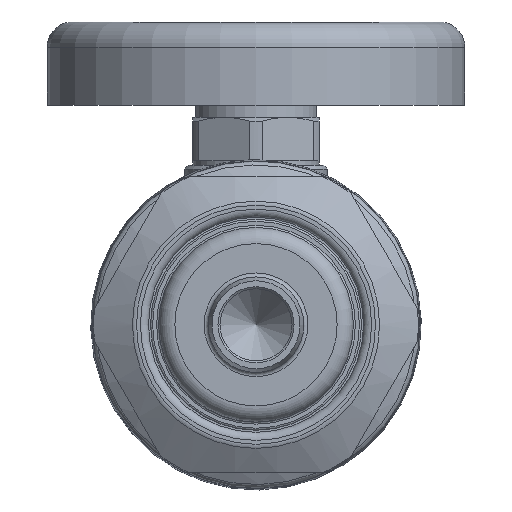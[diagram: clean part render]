
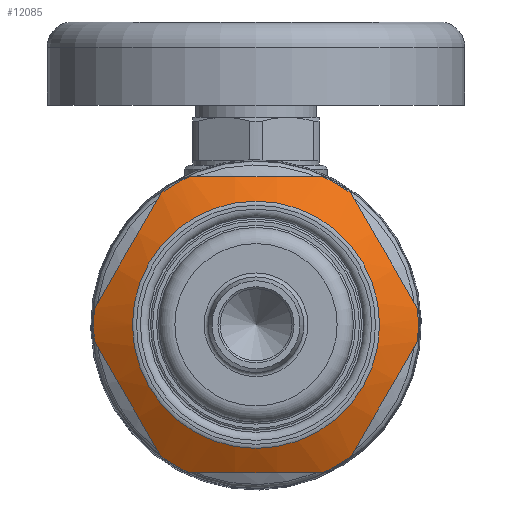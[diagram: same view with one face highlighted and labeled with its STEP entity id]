
A CAD part, front view. The second image highlights one B-rep face of the part: STEP entity #12085.
In plain terms, the highlighted conical face has half-angle 60 degrees and reference radius 17.78 mm.
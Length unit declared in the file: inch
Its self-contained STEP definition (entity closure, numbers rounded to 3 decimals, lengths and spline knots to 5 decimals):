
#608=(
BOUNDED_CURVE()
B_SPLINE_CURVE(2,(#21937,#21938,#21939),.UNSPECIFIED.,.F.,.F.)
B_SPLINE_CURVE_WITH_KNOTS((3,3),(0.,1.67512),.UNSPECIFIED.)
CURVE()
GEOMETRIC_REPRESENTATION_ITEM()
RATIONAL_B_SPLINE_CURVE((1.,1.096,1.))
REPRESENTATION_ITEM('')
);
#609=(
BOUNDED_CURVE()
B_SPLINE_CURVE(2,(#21943,#21944,#21945),.UNSPECIFIED.,.F.,.F.)
B_SPLINE_CURVE_WITH_KNOTS((3,3),(0.,1.67512),.UNSPECIFIED.)
CURVE()
GEOMETRIC_REPRESENTATION_ITEM()
RATIONAL_B_SPLINE_CURVE((1.,1.096,1.))
REPRESENTATION_ITEM('')
);
#610=(
BOUNDED_CURVE()
B_SPLINE_CURVE(2,(#21949,#21950,#21951),.UNSPECIFIED.,.F.,.F.)
B_SPLINE_CURVE_WITH_KNOTS((3,3),(0.,1.67512),.UNSPECIFIED.)
CURVE()
GEOMETRIC_REPRESENTATION_ITEM()
RATIONAL_B_SPLINE_CURVE((1.,1.096,1.))
REPRESENTATION_ITEM('')
);
#611=(
BOUNDED_CURVE()
B_SPLINE_CURVE(2,(#21955,#21956,#21957),.UNSPECIFIED.,.F.,.F.)
B_SPLINE_CURVE_WITH_KNOTS((3,3),(0.,1.67512),.UNSPECIFIED.)
CURVE()
GEOMETRIC_REPRESENTATION_ITEM()
RATIONAL_B_SPLINE_CURVE((1.,1.096,1.))
REPRESENTATION_ITEM('')
);
#612=(
BOUNDED_CURVE()
B_SPLINE_CURVE(2,(#21961,#21962,#21963),.UNSPECIFIED.,.F.,.F.)
B_SPLINE_CURVE_WITH_KNOTS((3,3),(0.,1.67512),.UNSPECIFIED.)
CURVE()
GEOMETRIC_REPRESENTATION_ITEM()
RATIONAL_B_SPLINE_CURVE((1.,1.096,1.))
REPRESENTATION_ITEM('')
);
#613=(
BOUNDED_CURVE()
B_SPLINE_CURVE(2,(#21967,#21968,#21969),.UNSPECIFIED.,.F.,.F.)
B_SPLINE_CURVE_WITH_KNOTS((3,3),(0.,1.67512),.UNSPECIFIED.)
CURVE()
GEOMETRIC_REPRESENTATION_ITEM()
RATIONAL_B_SPLINE_CURVE((1.,1.096,1.))
REPRESENTATION_ITEM('')
);
#1515=FACE_OUTER_BOUND('',#2323,.T.);
#2323=EDGE_LOOP('',(#8401,#8402,#8403,#8404,#8405,#8406,#8407,#8408,#8409,
#8410,#8411,#8412,#8413,#8414,#8415,#8416));
#3049=LINE('',#21933,#3512);
#3512=VECTOR('',#15136,0.7);
#4065=CIRCLE('',#13100,0.60928);
#4067=CIRCLE('',#13104,0.8);
#4068=CIRCLE('',#13105,0.8);
#4069=CIRCLE('',#13106,0.8);
#4070=CIRCLE('',#13107,0.8);
#4071=CIRCLE('',#13108,0.8);
#4072=CIRCLE('',#13109,0.8);
#4073=CIRCLE('',#13110,0.8);
#4935=VERTEX_POINT('',#21925);
#4937=VERTEX_POINT('',#21932);
#4938=VERTEX_POINT('',#21934);
#4939=VERTEX_POINT('',#21936);
#4940=VERTEX_POINT('',#21940);
#4941=VERTEX_POINT('',#21942);
#4942=VERTEX_POINT('',#21946);
#4943=VERTEX_POINT('',#21948);
#4944=VERTEX_POINT('',#21952);
#4945=VERTEX_POINT('',#21954);
#4946=VERTEX_POINT('',#21958);
#4947=VERTEX_POINT('',#21960);
#4948=VERTEX_POINT('',#21964);
#4949=VERTEX_POINT('',#21966);
#6156=EDGE_CURVE('',#4935,#4935,#4065,.T.);
#6158=EDGE_CURVE('',#4935,#4937,#3049,.T.);
#6159=EDGE_CURVE('',#4938,#4937,#4067,.T.);
#6160=EDGE_CURVE('',#4939,#4938,#608,.T.);
#6161=EDGE_CURVE('',#4940,#4939,#4068,.T.);
#6162=EDGE_CURVE('',#4941,#4940,#609,.T.);
#6163=EDGE_CURVE('',#4942,#4941,#4069,.T.);
#6164=EDGE_CURVE('',#4943,#4942,#610,.T.);
#6165=EDGE_CURVE('',#4944,#4943,#4070,.T.);
#6166=EDGE_CURVE('',#4945,#4944,#611,.T.);
#6167=EDGE_CURVE('',#4946,#4945,#4071,.T.);
#6168=EDGE_CURVE('',#4947,#4946,#612,.T.);
#6169=EDGE_CURVE('',#4948,#4947,#4072,.T.);
#6170=EDGE_CURVE('',#4949,#4948,#613,.T.);
#6171=EDGE_CURVE('',#4937,#4949,#4073,.T.);
#8401=ORIENTED_EDGE('',*,*,#6156,.F.);
#8402=ORIENTED_EDGE('',*,*,#6158,.T.);
#8403=ORIENTED_EDGE('',*,*,#6159,.F.);
#8404=ORIENTED_EDGE('',*,*,#6160,.F.);
#8405=ORIENTED_EDGE('',*,*,#6161,.F.);
#8406=ORIENTED_EDGE('',*,*,#6162,.F.);
#8407=ORIENTED_EDGE('',*,*,#6163,.F.);
#8408=ORIENTED_EDGE('',*,*,#6164,.F.);
#8409=ORIENTED_EDGE('',*,*,#6165,.F.);
#8410=ORIENTED_EDGE('',*,*,#6166,.F.);
#8411=ORIENTED_EDGE('',*,*,#6167,.F.);
#8412=ORIENTED_EDGE('',*,*,#6168,.F.);
#8413=ORIENTED_EDGE('',*,*,#6169,.F.);
#8414=ORIENTED_EDGE('',*,*,#6170,.F.);
#8415=ORIENTED_EDGE('',*,*,#6171,.F.);
#8416=ORIENTED_EDGE('',*,*,#6158,.F.);
#11026=CONICAL_SURFACE('',#13103,0.7,1.047);
#12085=ADVANCED_FACE('',(#1515),#11026,.T.);
#13100=AXIS2_PLACEMENT_3D('',#21927,#15128,#15129);
#13103=AXIS2_PLACEMENT_3D('',#21931,#15134,#15135);
#13104=AXIS2_PLACEMENT_3D('',#21935,#15137,#15138);
#13105=AXIS2_PLACEMENT_3D('',#21941,#15139,#15140);
#13106=AXIS2_PLACEMENT_3D('',#21947,#15141,#15142);
#13107=AXIS2_PLACEMENT_3D('',#21953,#15143,#15144);
#13108=AXIS2_PLACEMENT_3D('',#21959,#15145,#15146);
#13109=AXIS2_PLACEMENT_3D('',#21965,#15147,#15148);
#13110=AXIS2_PLACEMENT_3D('',#21970,#15149,#15150);
#15128=DIRECTION('center_axis',(0.,-1.,0.));
#15129=DIRECTION('ref_axis',(-1.,0.,0.));
#15134=DIRECTION('center_axis',(0.,1.,0.));
#15135=DIRECTION('ref_axis',(1.,0.,0.));
#15136=DIRECTION('',(-0.866,0.5,0.));
#15137=DIRECTION('center_axis',(0.,1.,0.));
#15138=DIRECTION('ref_axis',(-1.,0.,0.));
#15139=DIRECTION('center_axis',(0.,1.,0.));
#15140=DIRECTION('ref_axis',(-1.,0.,0.));
#15141=DIRECTION('center_axis',(0.,1.,0.));
#15142=DIRECTION('ref_axis',(-1.,0.,0.));
#15143=DIRECTION('center_axis',(0.,1.,0.));
#15144=DIRECTION('ref_axis',(-1.,0.,0.));
#15145=DIRECTION('center_axis',(0.,1.,0.));
#15146=DIRECTION('ref_axis',(-1.,0.,0.));
#15147=DIRECTION('center_axis',(0.,1.,0.));
#15148=DIRECTION('ref_axis',(-1.,0.,0.));
#15149=DIRECTION('center_axis',(0.,1.,0.));
#15150=DIRECTION('ref_axis',(-1.,0.,0.));
#21925=CARTESIAN_POINT('',(-0.60928,-2.06909,0.));
#21927=CARTESIAN_POINT('Origin',(0.,-2.06909,
0.));
#21931=CARTESIAN_POINT('Origin',(0.,-2.01671,
0.));
#21932=CARTESIAN_POINT('',(-0.8,-1.95898,0.));
#21933=CARTESIAN_POINT('',(-0.7,-2.01671,0.));
#21934=CARTESIAN_POINT('',(-0.79583,-1.95898,-0.08158));
#21935=CARTESIAN_POINT('Origin',(0.,-1.95898,
0.));
#21936=CARTESIAN_POINT('',(-0.46857,-1.95898,-0.64842));
#21937=CARTESIAN_POINT('Ctrl Pts',(-0.46857,-1.95898,
-0.64842));
#21938=CARTESIAN_POINT('Ctrl Pts',(-0.6322,-2.03627,
-0.365));
#21939=CARTESIAN_POINT('Ctrl Pts',(-0.79583,-1.95898,
-0.08158));
#21940=CARTESIAN_POINT('',(-0.32726,-1.95898,-0.73));
#21941=CARTESIAN_POINT('Origin',(0.,-1.95898,
0.));
#21942=CARTESIAN_POINT('',(0.32726,-1.95898,-0.73));
#21943=CARTESIAN_POINT('Ctrl Pts',(0.32726,-1.95898,
-0.73));
#21944=CARTESIAN_POINT('Ctrl Pts',(0.,-2.03627,
-0.73));
#21945=CARTESIAN_POINT('Ctrl Pts',(-0.32726,-1.95898,
-0.73));
#21946=CARTESIAN_POINT('',(0.46857,-1.95898,-0.64842));
#21947=CARTESIAN_POINT('Origin',(0.,-1.95898,
0.));
#21948=CARTESIAN_POINT('',(0.79583,-1.95898,-0.08158));
#21949=CARTESIAN_POINT('Ctrl Pts',(0.79583,-1.95898,
-0.08158));
#21950=CARTESIAN_POINT('Ctrl Pts',(0.6322,-2.03627,-0.365));
#21951=CARTESIAN_POINT('Ctrl Pts',(0.46857,-1.95898,
-0.64842));
#21952=CARTESIAN_POINT('',(0.79583,-1.95898,0.08158));
#21953=CARTESIAN_POINT('Origin',(0.,-1.95898,
0.));
#21954=CARTESIAN_POINT('',(0.46857,-1.95898,0.64842));
#21955=CARTESIAN_POINT('Ctrl Pts',(0.46857,-1.95898,
0.64842));
#21956=CARTESIAN_POINT('Ctrl Pts',(0.6322,-2.03627,0.365));
#21957=CARTESIAN_POINT('Ctrl Pts',(0.79583,-1.95898,
0.08158));
#21958=CARTESIAN_POINT('',(0.32726,-1.95898,0.73));
#21959=CARTESIAN_POINT('Origin',(0.,-1.95898,
0.));
#21960=CARTESIAN_POINT('',(-0.32726,-1.95898,0.73));
#21961=CARTESIAN_POINT('Ctrl Pts',(-0.32726,-1.95898,
0.73));
#21962=CARTESIAN_POINT('Ctrl Pts',(0.,-2.03627,
0.73));
#21963=CARTESIAN_POINT('Ctrl Pts',(0.32726,-1.95898,
0.73));
#21964=CARTESIAN_POINT('',(-0.46857,-1.95898,0.64842));
#21965=CARTESIAN_POINT('Origin',(0.,-1.95898,
0.));
#21966=CARTESIAN_POINT('',(-0.79583,-1.95898,0.08158));
#21967=CARTESIAN_POINT('Ctrl Pts',(-0.79583,-1.95898,
0.08158));
#21968=CARTESIAN_POINT('Ctrl Pts',(-0.6322,-2.03627,
0.365));
#21969=CARTESIAN_POINT('Ctrl Pts',(-0.46857,-1.95898,
0.64842));
#21970=CARTESIAN_POINT('Origin',(0.,-1.95898,
0.));
